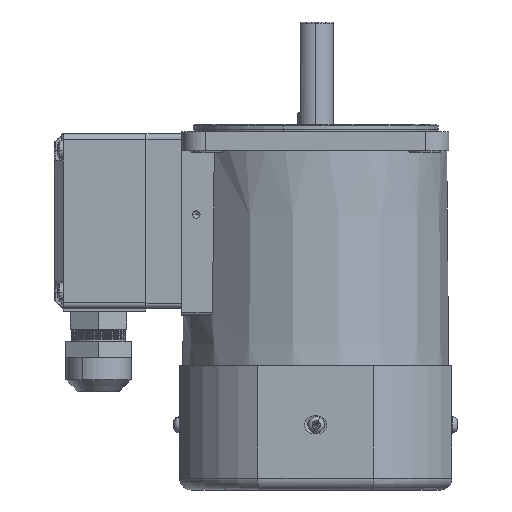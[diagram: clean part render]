
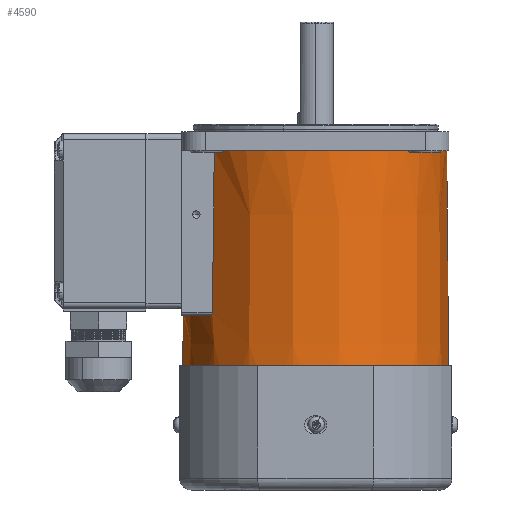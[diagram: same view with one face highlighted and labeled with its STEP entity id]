
A CAD part, left-side view. The second image highlights one B-rep face of the part: STEP entity #4590.
In plain terms, the highlighted conical face has half-angle 0.5 degrees and reference radius 45.1 mm.
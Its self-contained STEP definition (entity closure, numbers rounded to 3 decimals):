
#4206 = VERTEX_POINT ( 'NONE', #33928 ) ;
#4207 = VERTEX_POINT ( 'NONE', #33927 ) ;
#4210 = EDGE_CURVE ( 'NONE', #4206, #4207, #33882, .T. ) ;
#4452 = EDGE_CURVE ( 'NONE', #4459, #4207, #34482, .T. ) ;
#4459 = VERTEX_POINT ( 'NONE', #34537 ) ;
#4461 = VERTEX_POINT ( 'NONE', #34530 ) ;
#4519 = EDGE_CURVE ( 'NONE', #4461, #4206, #34632, .T. ) ;
#4582 = EDGE_CURVE ( 'NONE', #4461, #4592, #34846, .T. ) ;
#4583 = ORIENTED_EDGE ( 'NONE', *, *, #4210, .T. ) ;
#4584 = ORIENTED_EDGE ( 'NONE', *, *, #4519, .T. ) ;
#4590 = ADVANCED_FACE ( 'NONE', ( #34868 ), #34862, .T. ) ;
#4591 = ORIENTED_EDGE ( 'NONE', *, *, #4582, .F. ) ;
#4592 = VERTEX_POINT ( 'NONE', #34928 ) ;
#4593 = ORIENTED_EDGE ( 'NONE', *, *, #4602, .F. ) ;
#4594 = EDGE_CURVE ( 'NONE', #4605, #4599, #34926, .T. ) ;
#4595 = ORIENTED_EDGE ( 'NONE', *, *, #4594, .F. ) ;
#4596 = EDGE_CURVE ( 'NONE', #4605, #4592, #34914, .T. ) ;
#4597 = ORIENTED_EDGE ( 'NONE', *, *, #4596, .T. ) ;
#4599 = VERTEX_POINT ( 'NONE', #34825 ) ;
#4600 = EDGE_LOOP ( 'NONE', ( #4603, #4593, #4595, #4597, #4591, #4584, #4583 ) ) ;
#4602 = EDGE_CURVE ( 'NONE', #4599, #4459, #34913, .T. ) ;
#4603 = ORIENTED_EDGE ( 'NONE', *, *, #4452, .F. ) ;
#4605 = VERTEX_POINT ( 'NONE', #34927 ) ;
#33882 = CIRCLE ( 'NONE', #33920, 45. ) ;
#33912 = DIRECTION ( 'NONE',  ( 0., 0., 1. ) ) ;
#33913 = DIRECTION ( 'NONE',  ( 1., 0., 0. ) ) ;
#33914 = CARTESIAN_POINT ( 'NONE',  ( 11.504, 0., 0. ) ) ;
#33920 = AXIS2_PLACEMENT_3D ( 'NONE', #33914, #33913, #33912 ) ;
#33927 = CARTESIAN_POINT ( 'NONE',  ( 11.504, 0., 45. ) ) ;
#33928 = CARTESIAN_POINT ( 'NONE',  ( 11.504, 0., -45. ) ) ;
#34479 = DIRECTION ( 'NONE',  ( -1., 0., 0.009 ) ) ;
#34480 = VECTOR ( 'NONE', #34479, 1000. ) ;
#34481 = CARTESIAN_POINT ( 'NONE',  ( 0., 0., 45.1 ) ) ;
#34482 = LINE ( 'NONE', #34481, #34480 ) ;
#34530 = CARTESIAN_POINT ( 'NONE',  ( 43., 0., -44.725 ) ) ;
#34537 = CARTESIAN_POINT ( 'NONE',  ( 98.5, 0., 44.24 ) ) ;
#34609 = CARTESIAN_POINT ( 'NONE',  ( 0., 0., -45.1 ) ) ;
#34629 = DIRECTION ( 'NONE',  ( -1., 0., -0.009 ) ) ;
#34632 = LINE ( 'NONE', #34609, #34634 ) ;
#34634 = VECTOR ( 'NONE', #34629, 1000. ) ;
#34794 = AXIS2_PLACEMENT_3D ( 'NONE', #34813, #34812, #34878 ) ;
#34812 = DIRECTION ( 'NONE',  ( -1., 0., 0. ) ) ;
#34813 = CARTESIAN_POINT ( 'NONE',  ( 0., 0., 0. ) ) ;
#34819 = AXIS2_PLACEMENT_3D ( 'NONE', #34874, #34873, #34872 ) ;
#34825 = CARTESIAN_POINT ( 'NONE',  ( 98.5, 28., -34.252 ) ) ;
#34846 = CIRCLE ( 'NONE', #34819, 44.725 ) ;
#34862 = CONICAL_SURFACE ( 'NONE', #34794, 45.1, 0.009 ) ;
#34868 = FACE_OUTER_BOUND ( 'NONE', #4600, .T. ) ;
#34872 = DIRECTION ( 'NONE',  ( 0., 0., 1. ) ) ;
#34873 = DIRECTION ( 'NONE',  ( 1., 0., 0. ) ) ;
#34874 = CARTESIAN_POINT ( 'NONE',  ( 43., 0., 0. ) ) ;
#34878 = DIRECTION ( 'NONE',  ( 0., 0., -1. ) ) ;
#34900 = CARTESIAN_POINT ( 'NONE',  ( 43., 27., -35.655 ) ) ;
#34901 = CARTESIAN_POINT ( 'NONE',  ( 43., 27.239, -35.474 ) ) ;
#34902 = CARTESIAN_POINT ( 'NONE',  ( 43.083, 27.475, -35.291 ) ) ;
#34903 = CARTESIAN_POINT ( 'NONE',  ( 43.297, 27.714, -35.1 ) ) ;
#34904 = CARTESIAN_POINT ( 'NONE',  ( 43.345, 27.758, -35.064 ) ) ;
#34905 = CARTESIAN_POINT ( 'NONE',  ( 43.452, 27.839, -34.999 ) ) ;
#34906 = CARTESIAN_POINT ( 'NONE',  ( 43.511, 27.875, -34.97 ) ) ;
#34907 = CARTESIAN_POINT ( 'NONE',  ( 43.702, 27.965, -34.896 ) ) ;
#34908 = CARTESIAN_POINT ( 'NONE',  ( 43.849, 28., -34.866 ) ) ;
#34909 = CARTESIAN_POINT ( 'NONE',  ( 44., 28., -34.864 ) ) ;
#34910 = DIRECTION ( 'NONE',  ( 1., 0., 0. ) ) ;
#34911 = CARTESIAN_POINT ( 'NONE',  ( 98.5, 0., 0. ) ) ;
#34912 = AXIS2_PLACEMENT_3D ( 'NONE', #34911, #34910, #34950 ) ;
#34913 = CIRCLE ( 'NONE', #34912, 44.24 ) ;
#34914 = B_SPLINE_CURVE_WITH_KNOTS ( 'NONE', 3,
 ( #34909, #34908, #34907, #34906, #34905, #34904, #34903, #34902, #34901, #34900 ),
 .UNSPECIFIED., .F., .F.,
 ( 4, 2, 2, 2, 4 ),
 ( 0., 0., 0.001, 0.001, 0.002 ),
 .UNSPECIFIED. ) ;
#34917 = CARTESIAN_POINT ( 'NONE',  ( 98.5, 28., -34.252 ) ) ;
#34918 = CARTESIAN_POINT ( 'NONE',  ( 84.629, 28., -34.409 ) ) ;
#34919 = CARTESIAN_POINT ( 'NONE',  ( 70.757, 28., -34.564 ) ) ;
#34920 = CARTESIAN_POINT ( 'NONE',  ( 56.886, 28., -34.72 ) ) ;
#34921 = CARTESIAN_POINT ( 'NONE',  ( 52.591, 28., -34.768 ) ) ;
#34922 = CARTESIAN_POINT ( 'NONE',  ( 48.295, 28., -34.816 ) ) ;
#34923 = CARTESIAN_POINT ( 'NONE',  ( 44., 28., -34.864 ) ) ;
#34926 = B_SPLINE_CURVE_WITH_KNOTS ( 'NONE', 3,
 ( #34923, #34922, #34921, #34920, #34919, #34918, #34917 ),
 .UNSPECIFIED., .F., .F.,
 ( 4, 3, 4 ),
 ( 0.076, 0.088, 0.13 ),
 .UNSPECIFIED. ) ;
#34927 = CARTESIAN_POINT ( 'NONE',  ( 44., 28., -34.864 ) ) ;
#34928 = CARTESIAN_POINT ( 'NONE',  ( 43., 27., -35.655 ) ) ;
#34950 = DIRECTION ( 'NONE',  ( 0., 0., -1. ) ) ;
